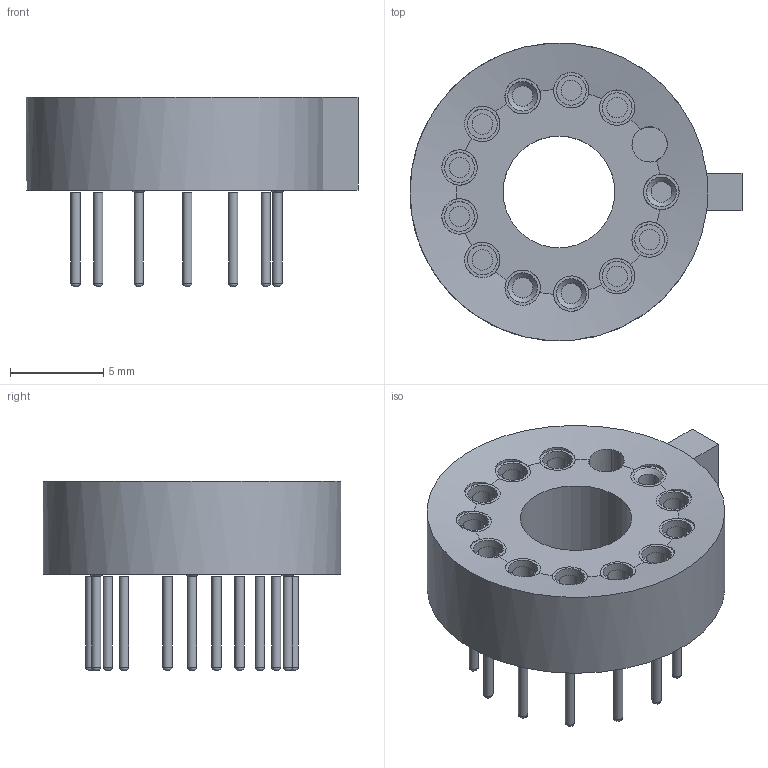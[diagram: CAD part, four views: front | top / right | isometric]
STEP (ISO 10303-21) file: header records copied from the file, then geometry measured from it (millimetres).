
FILE_DESCRIPTION(/* description */ (''),/* implementation_level */ '2;1');
FILE_NAME(/* name */ 'nixie_socket_tube.step',/* time_stamp */ '2018-08-19T07:53:23-05:00',/* author */ ('bmboucher'),/* organization */ (''),/* preprocessor_version */ 'ST-DEVELOPER v17',/* originating_system */ 'Autodesk Translation Framework v7.1.0.215',/* authorisation */ '');
FILE_SCHEMA (('AUTOMOTIVE_DESIGN { 1 0 10303 214 3 1 1 }'));
Length unit declared in the file: millimetre
Products named in the file (1): Nixie Socket
Bounding box: 17.83 x 15.97 x 10.19 mm (x, y, z)
Volume: 807.7 mm3; surface area: 1477.2 mm2
Topology: 13 solids, 13 shells, 193 faces, 547 edges, 404 vertices
Faces by surface type: cylinder 75, plane 67, cone 37, bspline 14
Full cylindrical faces by diameter (mm): 0.5 x12, 1.1 x12, 1.6 x24, 1.9 x24, 6 x1
Entity records: 7264 total; most frequent: CARTESIAN_POINT 1751, DIRECTION 1275, ORIENTED_EDGE 1094, AXIS2_PLACEMENT_3D 576, EDGE_CURVE 547, VERTEX_POINT 404, CIRCLE 396, EDGE_LOOP 243
